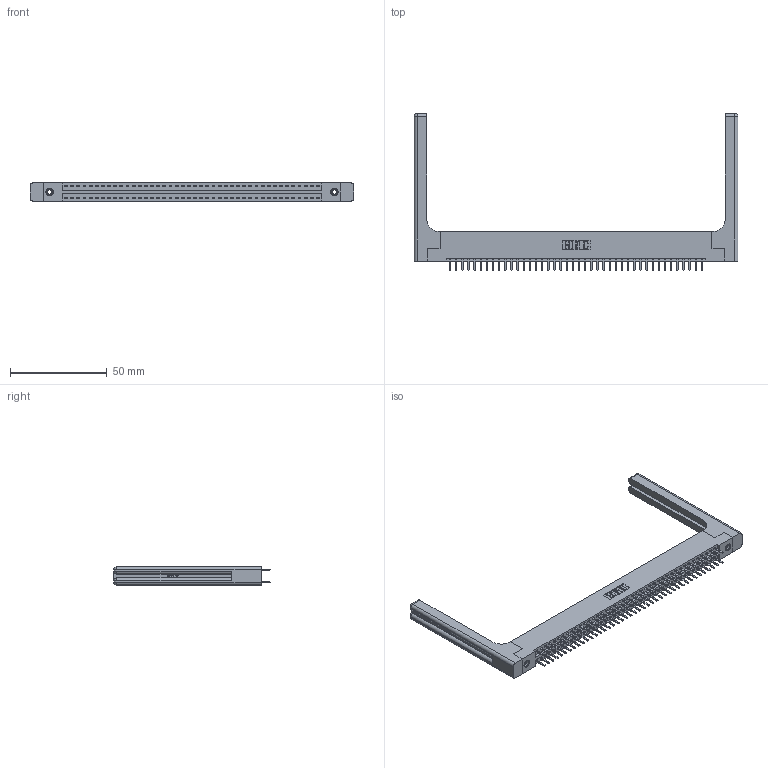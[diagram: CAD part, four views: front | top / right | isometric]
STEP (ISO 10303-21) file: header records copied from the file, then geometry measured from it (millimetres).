
FILE_DESCRIPTION (( 'STEP AP203' ), '1' );
FILE_NAME ('396-084-520-258.STEP', '2019-10-30T23:49:21', ( '' ), ( '' ), 'SwSTEP 2.0', 'SolidWorks 2016', '' );
FILE_SCHEMA (( 'CONFIG_CONTROL_DESIGN' ));
Length unit declared in the file: inch
Products named in the file (5): 345-292-001_345-293-120; 345-250-001_345-250-001-102; 346 Part_Flush Mounting Lugs - 0.156 Dia-TH; 396-084-520-258; 346-220-058_345-220-058
Assembly tree (89 placements, depth 2):
  396-084-520-258
    346 Part_Flush Mounting Lugs - 0.156 Dia-TH
    345-292-001_345-293-120  x84
    345-250-001_345-250-001-102  x2
    346-220-058_345-220-058  x2
Bounding box: 167.41 x 80.98 x 9.4 mm (x, y, z)
Volume: 23782 mm3; surface area: 27274.9 mm2
Topology: 89 solids, 89 shells, 5082 faces, 14687 edges, 9546 vertices
Faces by surface type: plane 3332, cylinder 1690, bspline 36, cone 12, sphere 8, torus 4
Entity records: 32706 total; most frequent: CARTESIAN_POINT 6409, ORIENTED_EDGE 5128, DIRECTION 4620, EDGE_CURVE 2564, LINE 2168, VECTOR 2168, VERTEX_POINT 1698, AXIS2_PLACEMENT_3D 1226
